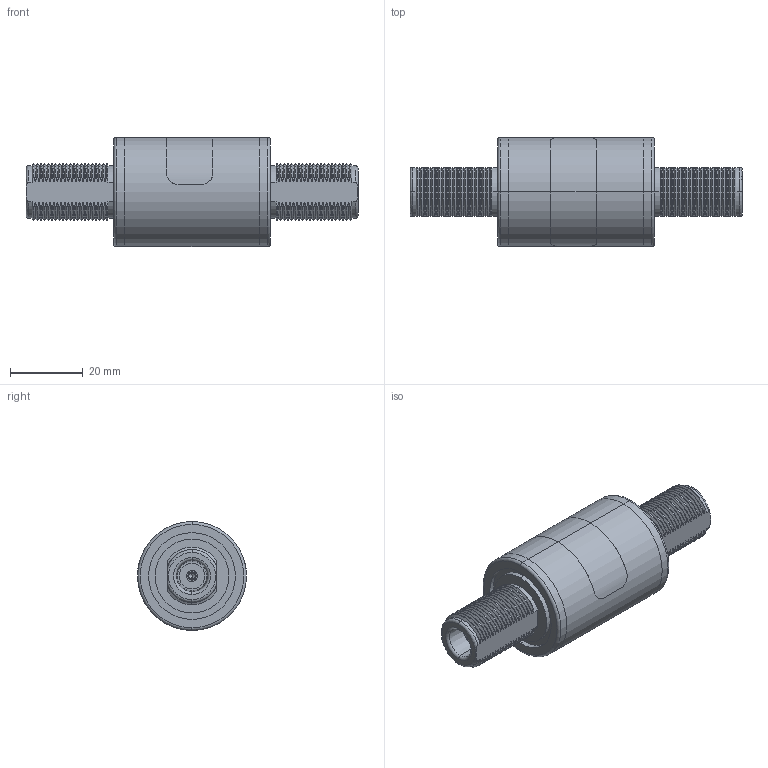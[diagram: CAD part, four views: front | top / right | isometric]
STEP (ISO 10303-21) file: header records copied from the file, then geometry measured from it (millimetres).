
FILE_DESCRIPTION (( 'STEP AP214' ), '1' );
FILE_NAME ('LCSP1000.STEP', '2018-05-10T20:53:02', ( '' ), ( '' ), 'SwSTEP 2.0', 'SolidWorks 2017', '' );
FILE_SCHEMA (( 'AUTOMOTIVE_DESIGN' ));
Length unit declared in the file: inch
Products named in the file (8): 4052-0047; 2801-9026; CURVED LP LABEL_CURVED2; 5800-0276; 2811-0005; 5800-0274; 7040-0092; LCSP1000
Assembly tree (11 placements, depth 2):
  LCSP1000
    CURVED LP LABEL_CURVED2
    5800-0276
    2801-9026  x2
    4052-0047  x2
    5800-0274  x2
    2811-0005  x2
    7040-0092
Bounding box: 91.34 x 29.97 x 30 mm (x, y, z)
Volume: 27342.9 mm3; surface area: 21970.5 mm2
Topology: 11 solids, 11 shells, 1050 faces, 2578 edges, 1572 vertices
Faces by surface type: cylinder 500, cone 428, plane 94, torus 28
Entity records: 16961 total; most frequent: CARTESIAN_POINT 3445, DIRECTION 2919, ORIENTED_EDGE 2682, EDGE_CURVE 1341, AXIS2_PLACEMENT_3D 1198, VERTEX_POINT 820, CIRCLE 632, EDGE_LOOP 577
